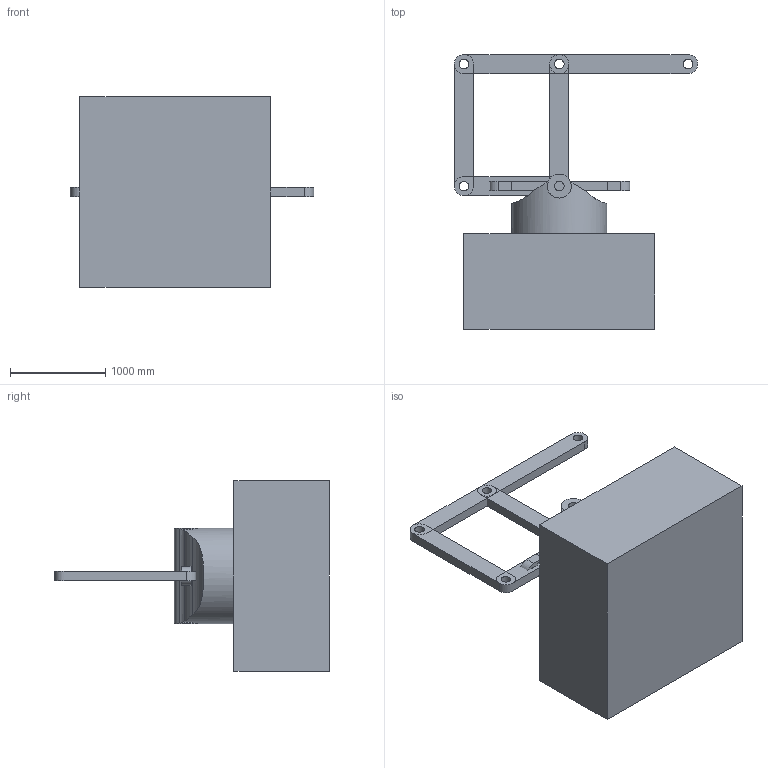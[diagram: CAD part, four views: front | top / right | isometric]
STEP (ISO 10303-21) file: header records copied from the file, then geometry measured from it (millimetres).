
FILE_DESCRIPTION(('HOOPS Exchange Step'),'2;1');
FILE_NAME('Robot.stp','2024-11-11T23:28:19+04:-30',('Alireza'),('Unknown organisation'),'HOOPS Exchange 2023.2','HOOPS Exchange','Unknown authorisation');
FILE_SCHEMA( ('AUTOMOTIVE_DESIGN { 1 0 10303 214 1 1 1 1 }') );
Length unit declared in the file: millimetre
Products named in the file (4): Link2-1; Link1-1; Default; Final_Model
Assembly tree (5 placements, depth 3):
  Final_Model
    Default
      Link2-1  x2
      Link1-1  x2
Bounding box: 2550 x 2880 x 2000 mm (x, y, z)
Volume: 4551999303.1 mm3; surface area: 28524799.4 mm2
Topology: 9 solids, 9 shells, 78 faces, 204 edges, 145 vertices
Faces by surface type: cylinder 40, plane 38
Full cylindrical faces by diameter (mm): 100 x15, 1000 x2
Entity records: 8167 total; most frequent: CARTESIAN_POINT 6894, DIRECTION 251, ORIENTED_EDGE 232, EDGE_CURVE 116, AXIS2_PLACEMENT_3D 99, VERTEX_POINT 81, EDGE_LOOP 61, FACE_BOUND 61
